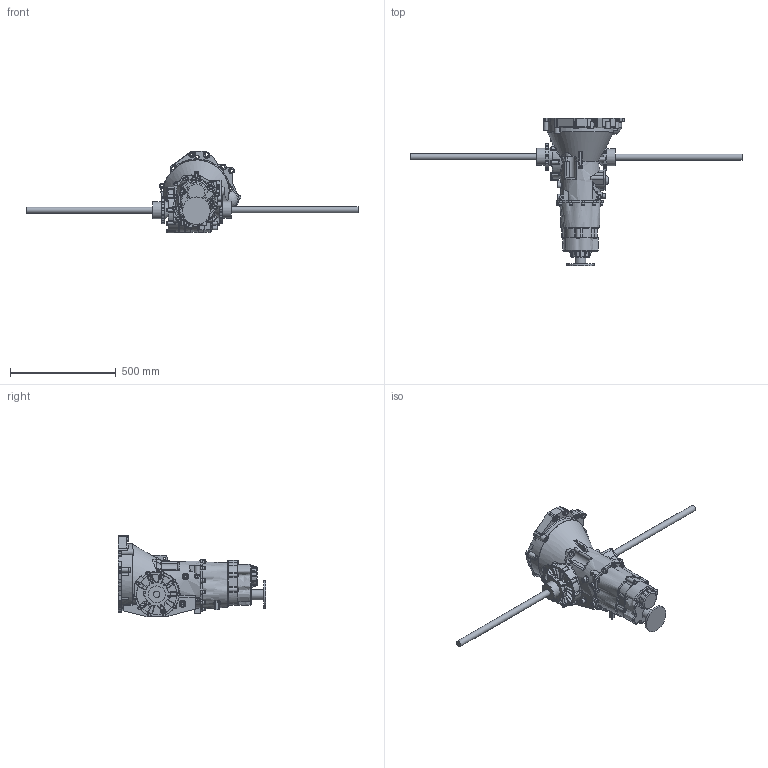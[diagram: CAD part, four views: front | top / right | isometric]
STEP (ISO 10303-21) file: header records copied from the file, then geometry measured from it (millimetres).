
FILE_DESCRIPTION(('FreeCAD Model'),'2;1');
FILE_NAME('Open CASCADE Shape Model','2025-05-04T09:10:06',('FreeCAD'),( 'FreeCAD'),'Open CASCADE STEP processor 7.6','FreeCAD','Unknown');
FILE_SCHEMA(('AUTOMOTIVE_DESIGN { 1 0 10303 214 1 1 1 1 }'));
Length unit declared in the file: millimetre
Products named in the file (1): Open CASCADE STEP translator 7.6 1
Bounding box: 1572 x 700 x 387.59 mm (x, y, z)
Volume: 2501289.5 mm3; surface area: 1432375.6 mm2
Topology: 3 solids, 4 shells, 1181 faces, 3201 edges, 2051 vertices
Faces by surface type: plane 599, cylinder 357, bspline 142, torus 59, cone 13, extrusion 7, revolution 4
Full cylindrical faces by diameter (mm): 6 x1, 8 x12, 9 x12, 10 x20, 11 x1, 12 x4, 13 x1, 14 x3, 15.603 x1, 15.799 x1, 15.838 x1, 15.892 x1, 16 x35, 16.107 x1, 16.167 x1, 16.191 x1, 16.375 x1, 17 x1, 20 x1, 22 x10, 24 x2, 26 x3, 30 x3, 35 x1, 50 x1, 75 x1, 80 x3, 90 x1, 130 x1, 190 x1
Entity records: 87655 total; most frequent: CARTESIAN_POINT 59122, ORIENTED_EDGE 6352, DIRECTION 5455, EDGE_CURVE 3179, AXIS2_PLACEMENT_3D 2051, VERTEX_POINT 2051, VECTOR 1349, LINE 1342
